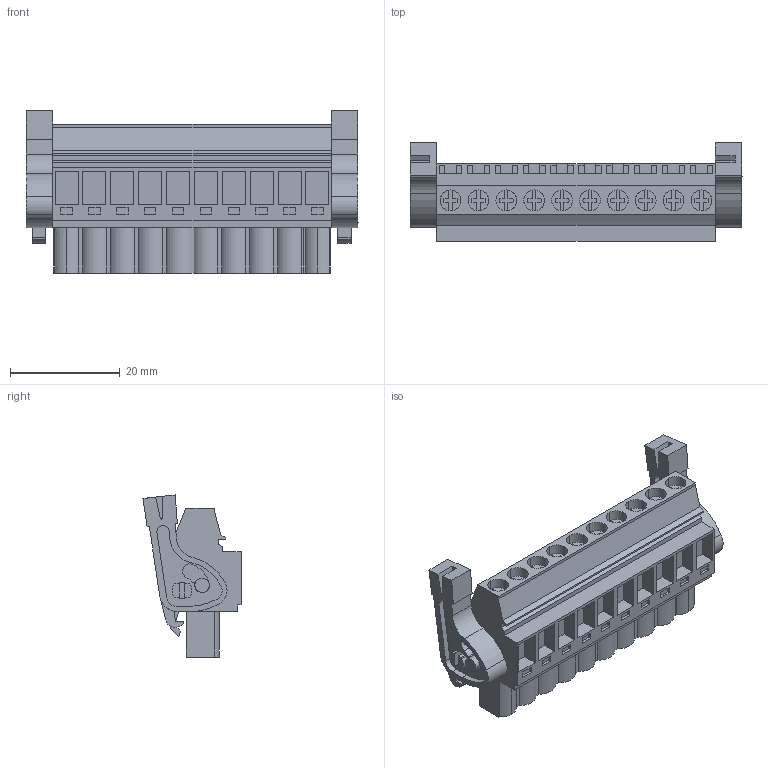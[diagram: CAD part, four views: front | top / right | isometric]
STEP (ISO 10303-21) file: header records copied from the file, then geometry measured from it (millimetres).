
FILE_DESCRIPTION(('CATIA V5 STEP','CAx-IF Rec.Pracs.--- Model Styling and Organization---1.2---2011-12-15'),'2;1');
FILE_NAME ('D1460099_0_1947610000_1947610000.stp','2017-09-09T10:48:05+00:00',('none'),('Weidmueller'),'CATIA Version 5-6 Release 2014','CATIA V5 STEP AP214','none');
FILE_SCHEMA(('AUTOMOTIVE_DESIGN { 1 0 10303 214 1 1 1 1 }'));
Length unit declared in the file: millimetre
Products named in the file (1): 1947610000
Bounding box: 60.5 x 17.88 x 29.56 mm (x, y, z)
Volume: 12721.6 mm3; surface area: 8753.5 mm2
Topology: 13 solids, 13 shells, 812 faces, 2260 edges, 1525 vertices
Faces by surface type: plane 648, cylinder 160, extrusion 4
Entity records: 24624 total; most frequent: CARTESIAN_POINT 4743, ORIENTED_EDGE 4520, DIRECTION 3338, EDGE_CURVE 2260, VECTOR 1876, LINE 1872, VERTEX_POINT 1525, AXIS2_PLACEMENT_3D 896
